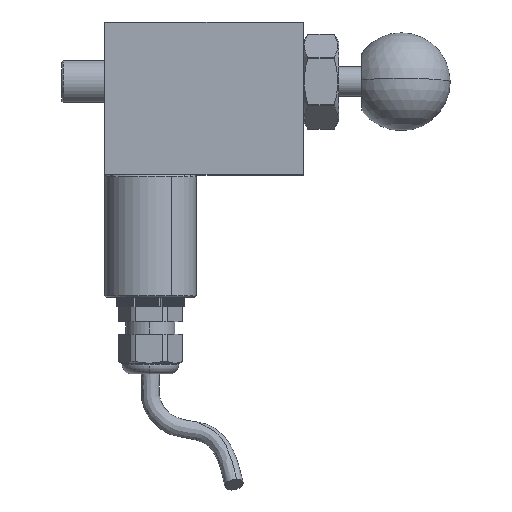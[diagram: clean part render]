
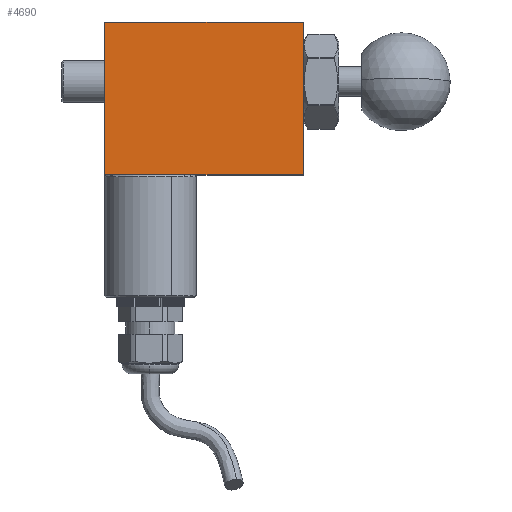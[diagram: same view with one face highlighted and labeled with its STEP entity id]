
A CAD part, top view. The second image highlights one B-rep face of the part: STEP entity #4690.
In plain terms, the highlighted planar face has unit normal (0, 0, 1).
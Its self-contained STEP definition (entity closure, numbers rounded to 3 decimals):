
#119 = CARTESIAN_POINT ( 'NONE',  ( 50.77, 8.773, 14. ) ) ;
#280 = VERTEX_POINT ( 'NONE', #119 ) ;
#467 = EDGE_LOOP ( 'NONE', ( #3710, #1734, #1722, #3737 ) ) ;
#1722 = ORIENTED_EDGE ( 'NONE', *, *, #13149, .T. ) ;
#1734 = ORIENTED_EDGE ( 'NONE', *, *, #13431, .T. ) ;
#1892 = CARTESIAN_POINT ( 'NONE',  ( -14.23, -41.227, 14. ) ) ;
#2045 = CARTESIAN_POINT ( 'NONE',  ( -14.23, 8.773, 14. ) ) ;
#3106 = VERTEX_POINT ( 'NONE', #2045 ) ;
#3123 = VERTEX_POINT ( 'NONE', #1892 ) ;
#3383 = VERTEX_POINT ( 'NONE', #6032 ) ;
#3710 = ORIENTED_EDGE ( 'NONE', *, *, #13474, .T. ) ;
#3737 = ORIENTED_EDGE ( 'NONE', *, *, #13197, .T. ) ;
#4690 = ADVANCED_FACE ( 'NONE', ( #7578 ), #12132, .T. ) ;
#6032 = CARTESIAN_POINT ( 'NONE',  ( 50.77, -41.227, 14. ) ) ;
#6249 = VECTOR ( 'NONE', #8656, 1000. ) ;
#6250 = LINE ( 'NONE', #8657, #6249 ) ;
#6322 = VECTOR ( 'NONE', #8762, 1000. ) ;
#6324 = LINE ( 'NONE', #9163, #6322 ) ;
#6710 = VECTOR ( 'NONE', #8850, 1000. ) ;
#6711 = LINE ( 'NONE', #9071, #6710 ) ;
#6795 = VECTOR ( 'NONE', #9336, 1000. ) ;
#6796 = LINE ( 'NONE', #9280, #6795 ) ;
#7578 = FACE_OUTER_BOUND ( 'NONE', #467, .T. ) ;
#8656 = DIRECTION ( 'NONE',  ( 0., -1., 0. ) ) ;
#8657 = CARTESIAN_POINT ( 'NONE',  ( -14.23, 8.773, 14. ) ) ;
#8762 = DIRECTION ( 'NONE',  ( 1., 0., 0. ) ) ;
#8850 = DIRECTION ( 'NONE',  ( -1., 0., 0. ) ) ;
#9071 = CARTESIAN_POINT ( 'NONE',  ( -14.23, 8.773, 14. ) ) ;
#9163 = CARTESIAN_POINT ( 'NONE',  ( -14.23, -41.227, 14. ) ) ;
#9280 = CARTESIAN_POINT ( 'NONE',  ( 50.77, 8.773, 14. ) ) ;
#9336 = DIRECTION ( 'NONE',  ( 0., 1., 0. ) ) ;
#12065 = DIRECTION ( 'NONE',  ( 1., 0., 0. ) ) ;
#12078 = DIRECTION ( 'NONE',  ( 0., 0., 1. ) ) ;
#12132 = PLANE ( 'NONE',  #14504 ) ;
#12133 = CARTESIAN_POINT ( 'NONE',  ( -14.23, -41.227, 14. ) ) ;
#13149 = EDGE_CURVE ( 'NONE', #3383, #280, #6796, .T. ) ;
#13197 = EDGE_CURVE ( 'NONE', #280, #3106, #6711, .T. ) ;
#13431 = EDGE_CURVE ( 'NONE', #3123, #3383, #6324, .T. ) ;
#13474 = EDGE_CURVE ( 'NONE', #3106, #3123, #6250, .T. ) ;
#14504 = AXIS2_PLACEMENT_3D ( 'NONE', #12133, #12078, #12065 ) ;
